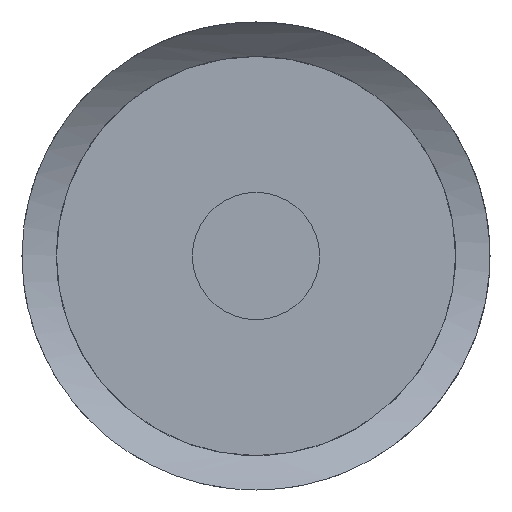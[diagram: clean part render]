
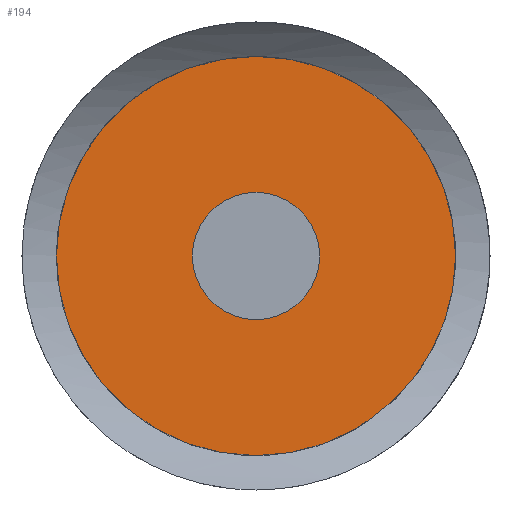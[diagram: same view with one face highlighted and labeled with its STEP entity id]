
A CAD part, left-side view. The second image highlights one B-rep face of the part: STEP entity #194.
In plain terms, the highlighted planar face has unit normal (-1, 0, 0).
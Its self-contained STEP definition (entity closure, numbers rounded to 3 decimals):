
#96=FACE_BOUND('',#309,.T.);
#97=FACE_BOUND('',#310,.T.);
#194=ADVANCED_FACE('',(#96,#97),#224,.F.);
#224=PLANE('',#864);
#309=EDGE_LOOP('',(#465));
#310=EDGE_LOOP('',(#466));
#352=CIRCLE('',#861,10.663);
#353=CIRCLE('',#863,3.4);
#465=ORIENTED_EDGE('',*,*,#710,.T.);
#466=ORIENTED_EDGE('',*,*,#709,.T.);
#619=VERTEX_POINT('',#5586);
#620=VERTEX_POINT('',#5589);
#709=EDGE_CURVE('',#619,#619,#352,.T.);
#710=EDGE_CURVE('',#620,#620,#353,.T.);
#861=AXIS2_PLACEMENT_3D('',#5585,#956,#957);
#863=AXIS2_PLACEMENT_3D('',#5588,#960,#961);
#864=AXIS2_PLACEMENT_3D('',#5590,#962,#963);
#956=DIRECTION('',(-1.,0.,0.));
#957=DIRECTION('',(0.,1.,0.));
#960=DIRECTION('',(1.,0.,0.));
#961=DIRECTION('',(0.,0.,-1.));
#962=DIRECTION('',(1.,0.,0.));
#963=DIRECTION('',(0.,0.,-1.));
#5585=CARTESIAN_POINT('',(1.,0.,0.));
#5586=CARTESIAN_POINT('',(1.,10.663,0.));
#5588=CARTESIAN_POINT('',(1.,0.,0.));
#5589=CARTESIAN_POINT('',(1.,0.,-3.4));
#5590=CARTESIAN_POINT('',(1.,0.,0.));
